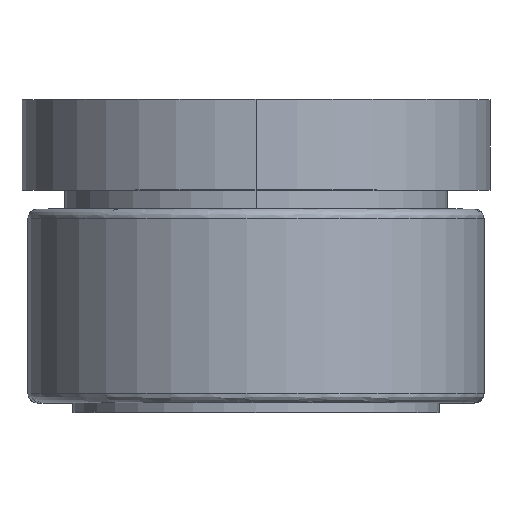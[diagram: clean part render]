
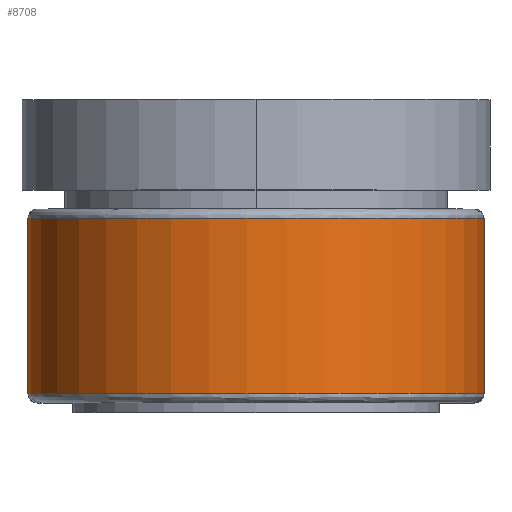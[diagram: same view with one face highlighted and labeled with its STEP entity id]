
A CAD part, top view. The second image highlights one B-rep face of the part: STEP entity #8708.
In plain terms, the highlighted cylindrical face has radius 18.517 mm (diameter 37.033 mm), a partial arc.
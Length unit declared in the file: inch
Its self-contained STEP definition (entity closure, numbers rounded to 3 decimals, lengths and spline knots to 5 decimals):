
#2591 = EDGE_CURVE ( 'NONE', #25339, #29099, #19529, .T. ) ;
#3856 = VERTEX_POINT ( 'NONE', #25874 ) ;
#4455 = EDGE_CURVE ( 'NONE', #29099, #3856, #39772, .T. ) ;
#6319 = CARTESIAN_POINT ( 'NONE',  ( 0.729, 0.62, 0. ) ) ;
#8075 = EDGE_LOOP ( 'NONE', ( #37718, #18199, #46818, #22272, #52453, #31416 ) ) ;
#8708 = ADVANCED_FACE ( 'NONE', ( #43447 ), #14676, .T. ) ;
#11537 = CARTESIAN_POINT ( 'NONE',  ( -0.729, 0.62, 0. ) ) ;
#12412 = VERTEX_POINT ( 'NONE', #11537 ) ;
#14285 = CARTESIAN_POINT ( 'NONE',  ( 0., 0.06, 0. ) ) ;
#14446 = CARTESIAN_POINT ( 'NONE',  ( -0.729, 0.65, 0. ) ) ;
#14616 = CIRCLE ( 'NONE', #29550, 0.729 ) ;
#14676 = CYLINDRICAL_SURFACE ( 'NONE', #45861, 0.729 ) ;
#15562 = EDGE_CURVE ( 'NONE', #58381, #12412, #42781, .T. ) ;
#15793 = CARTESIAN_POINT ( 'NONE',  ( 0., 0.62, 0. ) ) ;
#15929 = DIRECTION ( 'NONE',  ( -1., 0., 0. ) ) ;
#17033 = CARTESIAN_POINT ( 'NONE',  ( 0., 0.06, 0. ) ) ;
#17924 = AXIS2_PLACEMENT_3D ( 'NONE', #15793, #51467, #20905 ) ;
#18199 = ORIENTED_EDGE ( 'NONE', *, *, #53312, .T. ) ;
#18676 = CIRCLE ( 'NONE', #22192, 0.729 ) ;
#19377 = DIRECTION ( 'NONE',  ( 0., 1., 0. ) ) ;
#19420 = DIRECTION ( 'NONE',  ( -1., 0., 0. ) ) ;
#19529 = LINE ( 'NONE', #19851, #43495 ) ;
#19851 = CARTESIAN_POINT ( 'NONE',  ( 0.729, 0.65, 0. ) ) ;
#20905 = DIRECTION ( 'NONE',  ( -1., 0., 0. ) ) ;
#21931 = EDGE_CURVE ( 'NONE', #58381, #53554, #14616, .T. ) ;
#22152 = CARTESIAN_POINT ( 'NONE',  ( 0., 0.62, 0. ) ) ;
#22165 = DIRECTION ( 'NONE',  ( -1., 0., 0. ) ) ;
#22192 = AXIS2_PLACEMENT_3D ( 'NONE', #14285, #49952, #19420 ) ;
#22272 = ORIENTED_EDGE ( 'NONE', *, *, #4455, .T. ) ;
#25339 = VERTEX_POINT ( 'NONE', #26851 ) ;
#25874 = CARTESIAN_POINT ( 'NONE',  ( 0.72674, 0.62, 0.05742 ) ) ;
#26185 = CARTESIAN_POINT ( 'NONE',  ( 0., 0.65, 0. ) ) ;
#26716 = CARTESIAN_POINT ( 'NONE',  ( 0.72674, 0.06, 0.05742 ) ) ;
#26851 = CARTESIAN_POINT ( 'NONE',  ( 0.729, 0.06, 0. ) ) ;
#27275 = DIRECTION ( 'NONE',  ( -1., 0., 0. ) ) ;
#29099 = VERTEX_POINT ( 'NONE', #6319 ) ;
#29550 = AXIS2_PLACEMENT_3D ( 'NONE', #17033, #52703, #22165 ) ;
#31298 = EDGE_CURVE ( 'NONE', #3856, #12412, #47103, .T. ) ;
#31416 = ORIENTED_EDGE ( 'NONE', *, *, #15562, .F. ) ;
#37718 = ORIENTED_EDGE ( 'NONE', *, *, #21931, .T. ) ;
#39772 = CIRCLE ( 'NONE', #17924, 0.729 ) ;
#41158 = VECTOR ( 'NONE', #19377, 39.37008 ) ;
#42781 = LINE ( 'NONE', #14446, #41158 ) ;
#43447 = FACE_OUTER_BOUND ( 'NONE', #8075, .T. ) ;
#43495 = VECTOR ( 'NONE', #65824, 39.37008 ) ;
#45861 = AXIS2_PLACEMENT_3D ( 'NONE', #26185, #61917, #15929 ) ;
#46818 = ORIENTED_EDGE ( 'NONE', *, *, #2591, .T. ) ;
#47103 = CIRCLE ( 'NONE', #52923, 0.729 ) ;
#49952 = DIRECTION ( 'NONE',  ( 0., 1., 0. ) ) ;
#51467 = DIRECTION ( 'NONE',  ( 0., -1., 0. ) ) ;
#52453 = ORIENTED_EDGE ( 'NONE', *, *, #31298, .T. ) ;
#52703 = DIRECTION ( 'NONE',  ( 0., 1., 0. ) ) ;
#52923 = AXIS2_PLACEMENT_3D ( 'NONE', #22152, #57862, #27275 ) ;
#53312 = EDGE_CURVE ( 'NONE', #53554, #25339, #18676, .T. ) ;
#53554 = VERTEX_POINT ( 'NONE', #26716 ) ;
#57862 = DIRECTION ( 'NONE',  ( 0., -1., 0. ) ) ;
#58381 = VERTEX_POINT ( 'NONE', #59810 ) ;
#59810 = CARTESIAN_POINT ( 'NONE',  ( -0.729, 0.06, 0. ) ) ;
#61917 = DIRECTION ( 'NONE',  ( 0., 1., 0. ) ) ;
#65824 = DIRECTION ( 'NONE',  ( 0., 1., 0. ) ) ;
